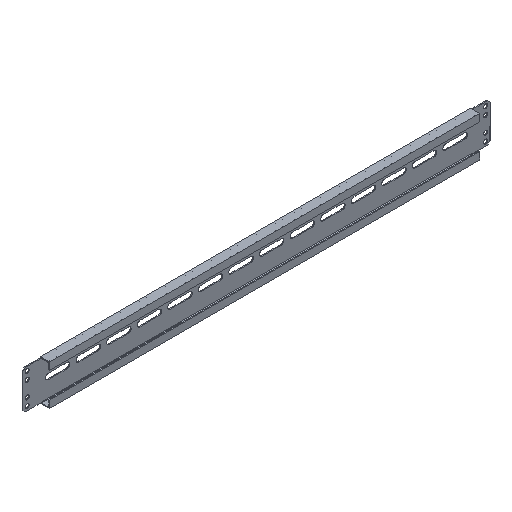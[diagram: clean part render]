
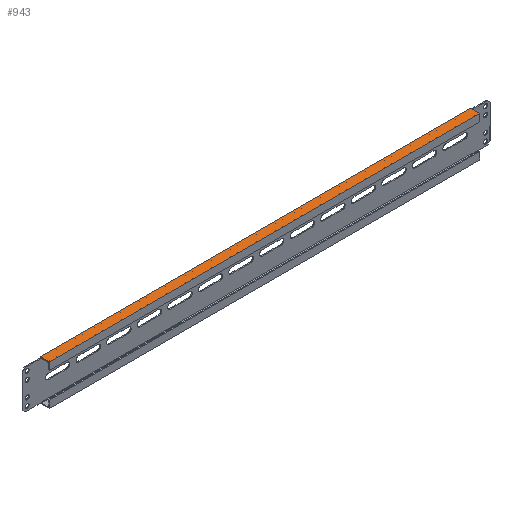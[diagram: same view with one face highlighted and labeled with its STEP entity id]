
A CAD part, isometric view. The second image highlights one B-rep face of the part: STEP entity #943.
In plain terms, the highlighted planar face has unit normal (0, 0, 1).
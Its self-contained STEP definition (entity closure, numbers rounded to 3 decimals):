
#65 = EDGE_CURVE ( 'NONE', #1581, #842, #1650, .T. ) ;
#108 = ORIENTED_EDGE ( 'NONE', *, *, #223, .T. ) ;
#181 = EDGE_CURVE ( 'NONE', #1581, #1176, #798, .T. ) ;
#223 = EDGE_CURVE ( 'NONE', #842, #2924, #1913, .T. ) ;
#228 = FACE_OUTER_BOUND ( 'NONE', #2457, .T. ) ;
#249 = CARTESIAN_POINT ( 'NONE',  ( 352., -15., 33. ) ) ;
#253 = DIRECTION ( 'NONE',  ( 0., -1., 0. ) ) ;
#329 = CARTESIAN_POINT ( 'NONE',  ( -352., 0., 33. ) ) ;
#337 = CARTESIAN_POINT ( 'NONE',  ( 352., -1.5, 33. ) ) ;
#361 = DIRECTION ( 'NONE',  ( -1., 0., 0. ) ) ;
#406 = CARTESIAN_POINT ( 'NONE',  ( 352., 0., 33. ) ) ;
#641 = DIRECTION ( 'NONE',  ( -1., 0., 0. ) ) ;
#722 = PLANE ( 'NONE',  #1217 ) ;
#733 = LINE ( 'NONE', #2140, #1672 ) ;
#798 = LINE ( 'NONE', #1707, #2887 ) ;
#842 = VERTEX_POINT ( 'NONE', #406 ) ;
#943 = ADVANCED_FACE ( 'NONE', ( #228 ), #722, .F. ) ;
#1176 = VERTEX_POINT ( 'NONE', #2082 ) ;
#1217 = AXIS2_PLACEMENT_3D ( 'NONE', #2903, #2154, #1326 ) ;
#1326 = DIRECTION ( 'NONE',  ( 0., 1., 0. ) ) ;
#1487 = VECTOR ( 'NONE', #2004, 1000. ) ;
#1506 = CARTESIAN_POINT ( 'NONE',  ( 371.209, 0., 33. ) ) ;
#1581 = VERTEX_POINT ( 'NONE', #249 ) ;
#1650 = LINE ( 'NONE', #337, #1487 ) ;
#1672 = VECTOR ( 'NONE', #253, 1000. ) ;
#1707 = CARTESIAN_POINT ( 'NONE',  ( 371.209, -15., 33. ) ) ;
#1913 = LINE ( 'NONE', #1506, #2420 ) ;
#1923 = ORIENTED_EDGE ( 'NONE', *, *, #65, .T. ) ;
#2004 = DIRECTION ( 'NONE',  ( 0., 1., 0. ) ) ;
#2082 = CARTESIAN_POINT ( 'NONE',  ( -352., -15., 33. ) ) ;
#2117 = ORIENTED_EDGE ( 'NONE', *, *, #181, .F. ) ;
#2140 = CARTESIAN_POINT ( 'NONE',  ( -352., -15., 33. ) ) ;
#2154 = DIRECTION ( 'NONE',  ( 0., 0., -1. ) ) ;
#2420 = VECTOR ( 'NONE', #361, 1000. ) ;
#2457 = EDGE_LOOP ( 'NONE', ( #2840, #2117, #1923, #108 ) ) ;
#2840 = ORIENTED_EDGE ( 'NONE', *, *, #3217, .T. ) ;
#2887 = VECTOR ( 'NONE', #641, 1000. ) ;
#2903 = CARTESIAN_POINT ( 'NONE',  ( 0., 0., 33. ) ) ;
#2924 = VERTEX_POINT ( 'NONE', #329 ) ;
#3217 = EDGE_CURVE ( 'NONE', #2924, #1176, #733, .T. ) ;
